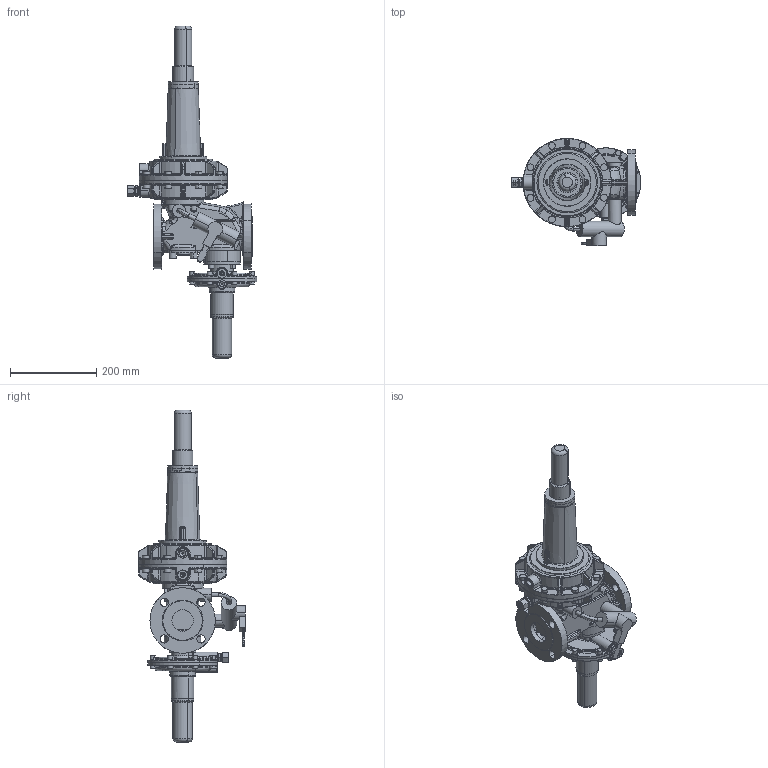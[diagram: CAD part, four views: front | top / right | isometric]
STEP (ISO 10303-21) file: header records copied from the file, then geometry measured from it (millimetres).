
FILE_DESCRIPTION(('CATIA V5 STEP Exchange'),'2;1');
FILE_NAME('RS250 DN050 205 HDS links ANSI.stp','2023-05-05T09:19:59+00:00',('none'),('none'),'CATIA Version 5-6 Release 2018 SP2','CATIA V5 STEP AP203','none');
FILE_SCHEMA(('CONFIG_CONTROL_DESIGN'));
Products named in the file (3): Product4; Product1; HDS
Assembly tree (6 placements, depth 4):
  Product4
    #57
    #93742
    Product1
      HDS
        #97597
        #98533
Bounding box: 301.3 x 248.5 x 771.06 mm (x, y, z)
Volume: 6583728.6 mm3; surface area: 570585.3 mm2
Topology: 5 solids, 31 shells, 2356 faces, 5738 edges, 3326 vertices
Faces by surface type: cylinder 800, torus 457, bspline 443, plane 382, sphere 147, cone 115, extrusion 6, revolution 6
Entity records: 99182 total; most frequent: CARTESIAN_POINT 53801, ORIENTED_EDGE 11110, DIRECTION 5934, EDGE_CURVE 5555, AXIS2_PLACEMENT_3D 3519, VERTEX_POINT 3326, EDGE_LOOP 2483, CIRCLE 2429
